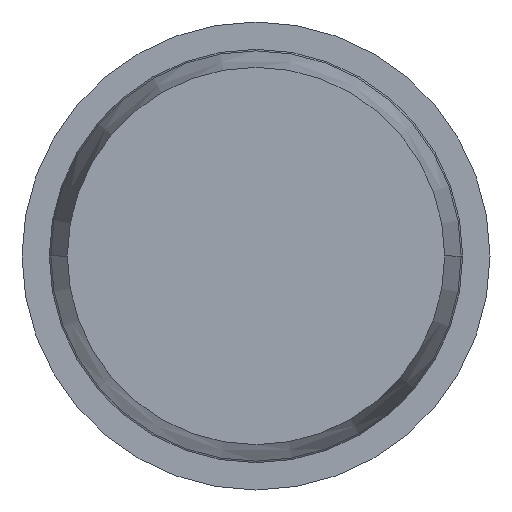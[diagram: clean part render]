
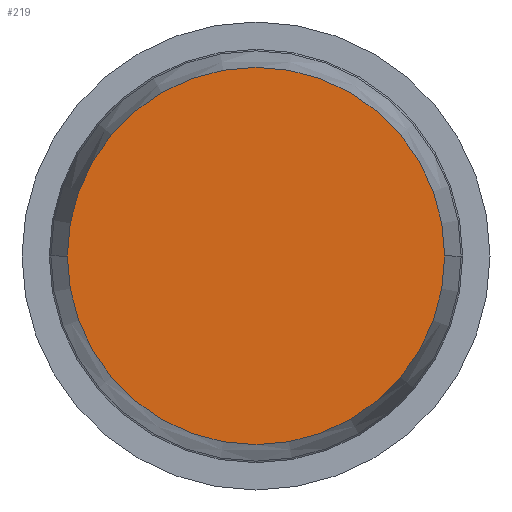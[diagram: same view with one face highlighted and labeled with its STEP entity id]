
A CAD part, front view. The second image highlights one B-rep face of the part: STEP entity #219.
In plain terms, the highlighted planar face has unit normal (0, -1, 0).
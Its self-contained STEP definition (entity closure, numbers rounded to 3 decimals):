
#55 = CARTESIAN_POINT ( 'NONE',  ( 1.209, -19., 0. ) ) ;
#132 = PLANE ( 'NONE',  #2441 ) ;
#162 = VERTEX_POINT ( 'NONE', #1706 ) ;
#219 = ADVANCED_FACE ( 'Defeature ausgef�hrt1_0', ( #1508 ), #132, .T. ) ;
#544 = EDGE_CURVE ( 'Defeature ausgef�hrt1_0+Defeature ausgef�hrt1_10+Defeature ausgef�hrt1_10+Defeature ausgef�hrt1_10', #162, #2660, #3325, .T. ) ;
#886 = ORIENTED_EDGE ( 'NONE', *, *, #544, .T. ) ;
#1242 = CIRCLE ( 'NONE', #2679, 1.209 ) ;
#1364 = DIRECTION ( 'NONE',  ( 0., -1., 0. ) ) ;
#1439 = DIRECTION ( 'NONE',  ( 0., -1., 0. ) ) ;
#1508 = FACE_OUTER_BOUND ( 'NONE', #2019, .T. ) ;
#1706 = CARTESIAN_POINT ( 'NONE',  ( -1.209, -19., 0. ) ) ;
#2019 = EDGE_LOOP ( 'NONE', ( #886, #2973 ) ) ;
#2247 = DIRECTION ( 'NONE',  ( 1., 0., 0. ) ) ;
#2421 = DIRECTION ( 'NONE',  ( 1., 0., 0. ) ) ;
#2441 = AXIS2_PLACEMENT_3D ( 'NONE', #3271, #2522, #2247 ) ;
#2498 = DIRECTION ( 'NONE',  ( 1., 0., 0. ) ) ;
#2514 = AXIS2_PLACEMENT_3D ( 'NONE', #2754, #1439, #2498 ) ;
#2522 = DIRECTION ( 'NONE',  ( 0., -1., 0. ) ) ;
#2660 = VERTEX_POINT ( 'NONE', #55 ) ;
#2678 = CARTESIAN_POINT ( 'NONE',  ( 0., -19., 0. ) ) ;
#2679 = AXIS2_PLACEMENT_3D ( 'NONE', #2678, #1364, #2421 ) ;
#2754 = CARTESIAN_POINT ( 'NONE',  ( 0., -19., 0. ) ) ;
#2973 = ORIENTED_EDGE ( 'NONE', *, *, #3095, .T. ) ;
#3095 = EDGE_CURVE ( 'Defeature ausgef�hrt1_0+Defeature ausgef�hrt1_10+Defeature ausgef�hrt1_10+Defeature ausgef�hrt1_10', #2660, #162, #1242, .T. ) ;
#3271 = CARTESIAN_POINT ( 'NONE',  ( 0., -19., 0. ) ) ;
#3325 = CIRCLE ( 'NONE', #2514, 1.209 ) ;
